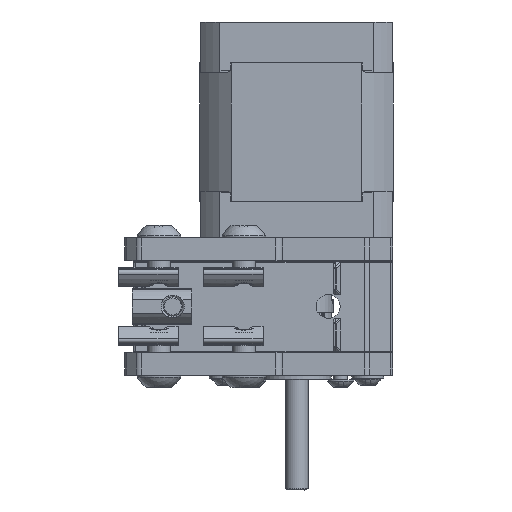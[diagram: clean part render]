
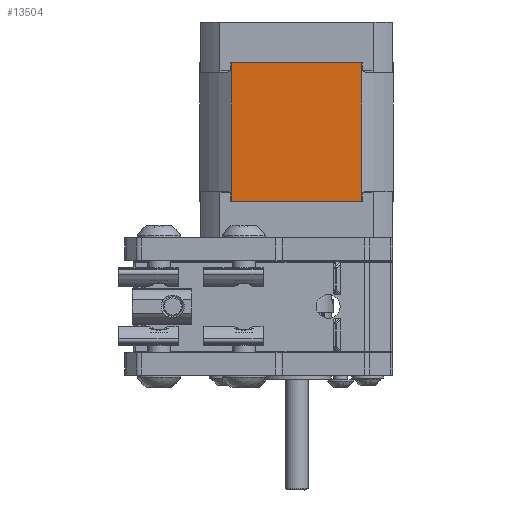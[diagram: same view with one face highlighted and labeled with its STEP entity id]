
A CAD part, left-side view. The second image highlights one B-rep face of the part: STEP entity #13504.
In plain terms, the highlighted planar face has unit normal (-1, 0, 0).
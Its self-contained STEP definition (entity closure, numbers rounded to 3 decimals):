
#859=PLANE('',#15151);
#1801=LINE('',#23756,#2820);
#1804=LINE('',#23767,#2823);
#1806=LINE('',#23776,#2825);
#1808=LINE('',#23780,#2827);
#1810=LINE('',#23783,#2829);
#2009=LINE('',#24457,#3028);
#2011=LINE('',#24464,#3030);
#2012=LINE('',#24466,#3031);
#2013=LINE('',#24468,#3032);
#2014=LINE('',#24470,#3033);
#2015=LINE('',#24472,#3034);
#2016=LINE('',#24473,#3035);
#2820=VECTOR('',#17788,30.2);
#2823=VECTOR('',#17797,0.1);
#2825=VECTOR('',#17805,0.1);
#2827=VECTOR('',#17811,5.724);
#2829=VECTOR('',#17815,5.724);
#3028=VECTOR('',#18470,17.012);
#3030=VECTOR('',#18478,0.1);
#3031=VECTOR('',#18479,5.724);
#3032=VECTOR('',#18480,30.2);
#3033=VECTOR('',#18481,5.724);
#3034=VECTOR('',#18482,0.1);
#3035=VECTOR('',#18483,17.012);
#3972=FACE_OUTER_BOUND('',#4815,.T.);
#4815=EDGE_LOOP('',(#11327,#11328,#11329,#11330,#11331,#11332,#11333,#11334,
#11335,#11336,#11337,#11338));
#6513=VERTEX_POINT('',#23753);
#6514=VERTEX_POINT('',#23755);
#6518=VERTEX_POINT('',#23764);
#6519=VERTEX_POINT('',#23766);
#6522=VERTEX_POINT('',#23773);
#6523=VERTEX_POINT('',#23775);
#6740=VERTEX_POINT('',#24455);
#6742=VERTEX_POINT('',#24463);
#6743=VERTEX_POINT('',#24465);
#6744=VERTEX_POINT('',#24467);
#6745=VERTEX_POINT('',#24469);
#6746=VERTEX_POINT('',#24471);
#8020=EDGE_CURVE('',#6514,#6513,#1801,.T.);
#8025=EDGE_CURVE('',#6519,#6518,#1804,.T.);
#8029=EDGE_CURVE('',#6523,#6522,#1806,.T.);
#8032=EDGE_CURVE('',#6513,#6523,#1808,.T.);
#8034=EDGE_CURVE('',#6518,#6514,#1810,.T.);
#8355=EDGE_CURVE('',#6522,#6740,#2009,.T.);
#8358=EDGE_CURVE('',#6740,#6742,#2011,.T.);
#8359=EDGE_CURVE('',#6743,#6742,#2012,.T.);
#8360=EDGE_CURVE('',#6744,#6743,#2013,.T.);
#8361=EDGE_CURVE('',#6745,#6744,#2014,.T.);
#8362=EDGE_CURVE('',#6745,#6746,#2015,.T.);
#8363=EDGE_CURVE('',#6746,#6519,#2016,.T.);
#11327=ORIENTED_EDGE('',*,*,#8355,.T.);
#11328=ORIENTED_EDGE('',*,*,#8358,.T.);
#11329=ORIENTED_EDGE('',*,*,#8359,.F.);
#11330=ORIENTED_EDGE('',*,*,#8360,.F.);
#11331=ORIENTED_EDGE('',*,*,#8361,.F.);
#11332=ORIENTED_EDGE('',*,*,#8362,.T.);
#11333=ORIENTED_EDGE('',*,*,#8363,.T.);
#11334=ORIENTED_EDGE('',*,*,#8025,.T.);
#11335=ORIENTED_EDGE('',*,*,#8034,.T.);
#11336=ORIENTED_EDGE('',*,*,#8020,.T.);
#11337=ORIENTED_EDGE('',*,*,#8032,.T.);
#11338=ORIENTED_EDGE('',*,*,#8029,.T.);
#13504=ADVANCED_FACE('',(#3972),#859,.T.);
#15151=AXIS2_PLACEMENT_3D('',#24462,#18476,#18477);
#17788=DIRECTION('',(0.,0.,-1.));
#17797=DIRECTION('',(0.,0.,-1.));
#17805=DIRECTION('',(0.,0.,-1.));
#17811=DIRECTION('',(0.,-1.,0.));
#17815=DIRECTION('',(0.,1.,0.));
#18470=DIRECTION('',(0.,-1.,0.));
#18476=DIRECTION('center_axis',(-1.,0.,0.));
#18477=DIRECTION('ref_axis',(0.,0.,1.));
#18478=DIRECTION('',(0.,0.,1.));
#18479=DIRECTION('',(0.,1.,0.));
#18480=DIRECTION('',(0.,0.,-1.));
#18481=DIRECTION('',(0.,-1.,0.));
#18482=DIRECTION('',(0.,0.,1.));
#18483=DIRECTION('',(0.,1.,0.));
#23753=CARTESIAN_POINT('',(-21.1,14.23,-19.54));
#23755=CARTESIAN_POINT('',(-21.1,14.23,10.66));
#23756=CARTESIAN_POINT('',(-21.1,14.23,10.66));
#23764=CARTESIAN_POINT('',(-21.1,8.506,10.66));
#23766=CARTESIAN_POINT('',(-21.1,8.506,10.76));
#23767=CARTESIAN_POINT('',(-21.1,8.506,10.76));
#23773=CARTESIAN_POINT('',(-21.1,8.506,-19.64));
#23775=CARTESIAN_POINT('',(-21.1,8.506,-19.54));
#23776=CARTESIAN_POINT('',(-21.1,8.506,-19.54));
#23780=CARTESIAN_POINT('',(-21.1,14.23,-19.54));
#23783=CARTESIAN_POINT('',(-21.1,8.506,10.66));
#24455=CARTESIAN_POINT('',(-21.1,-8.506,-19.64));
#24457=CARTESIAN_POINT('',(-21.1,8.506,-19.64));
#24462=CARTESIAN_POINT('Origin',(-21.1,-14.231,-19.641));
#24463=CARTESIAN_POINT('',(-21.1,-8.506,-19.54));
#24464=CARTESIAN_POINT('',(-21.1,-8.506,-19.64));
#24465=CARTESIAN_POINT('',(-21.1,-14.23,-19.54));
#24466=CARTESIAN_POINT('',(-21.1,-14.23,-19.54));
#24467=CARTESIAN_POINT('',(-21.1,-14.23,10.66));
#24468=CARTESIAN_POINT('',(-21.1,-14.23,10.66));
#24469=CARTESIAN_POINT('',(-21.1,-8.506,10.66));
#24470=CARTESIAN_POINT('',(-21.1,-8.506,10.66));
#24471=CARTESIAN_POINT('',(-21.1,-8.506,10.76));
#24472=CARTESIAN_POINT('',(-21.1,-8.506,10.66));
#24473=CARTESIAN_POINT('',(-21.1,-8.506,10.76));
